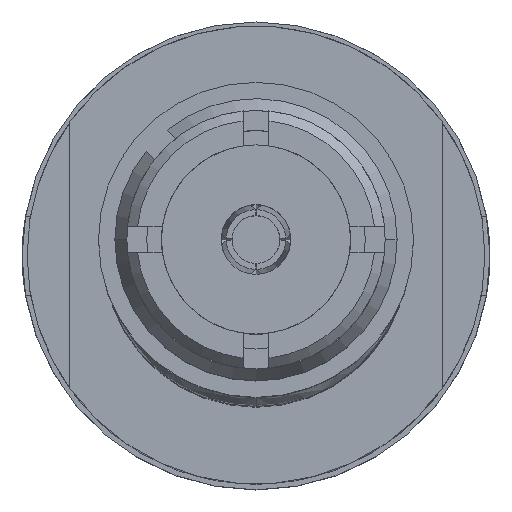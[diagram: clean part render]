
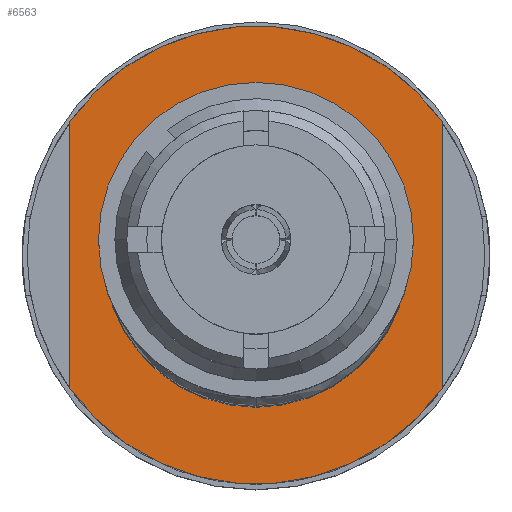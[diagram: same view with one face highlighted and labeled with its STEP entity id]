
A CAD part, top view. The second image highlights one B-rep face of the part: STEP entity #6563.
In plain terms, the highlighted face is planar.
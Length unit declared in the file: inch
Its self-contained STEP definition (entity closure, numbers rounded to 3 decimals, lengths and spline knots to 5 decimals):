
#125 = CARTESIAN_POINT ( 'NONE',  ( 0.277, 0., 0. ) ) ;
#216 = DIRECTION ( 'NONE',  ( 0., 0., -1. ) ) ;
#458 = FACE_OUTER_BOUND ( 'NONE', #1201, .T. ) ;
#467 = ORIENTED_EDGE ( 'NONE', *, *, #6251, .T. ) ;
#501 = DIRECTION ( 'NONE',  ( 0., 0., -1. ) ) ;
#527 = CARTESIAN_POINT ( 'NONE',  ( 0.277, 0.115, 0. ) ) ;
#650 = DIRECTION ( 'NONE',  ( -1., 0., 0. ) ) ;
#685 = VECTOR ( 'NONE', #1716, 39.37008 ) ;
#743 = VERTEX_POINT ( 'NONE', #1508 ) ;
#811 = VERTEX_POINT ( 'NONE', #6384 ) ;
#904 = ORIENTED_EDGE ( 'NONE', *, *, #3637, .T. ) ;
#913 = CARTESIAN_POINT ( 'NONE',  ( 0.277, 0., 0.0675 ) ) ;
#1107 = DIRECTION ( 'NONE',  ( -1., 0., 0. ) ) ;
#1146 = CARTESIAN_POINT ( 'NONE',  ( 0.277, 0., 0. ) ) ;
#1173 = DIRECTION ( 'NONE',  ( 1., 0., 0. ) ) ;
#1201 = EDGE_LOOP ( 'NONE', ( #2324, #4316, #904, #6601 ) ) ;
#1292 = VERTEX_POINT ( 'NONE', #5193 ) ;
#1295 = LINE ( 'NONE', #4851, #5740 ) ;
#1329 = AXIS2_PLACEMENT_3D ( 'NONE', #3243, #650, #216 ) ;
#1508 = CARTESIAN_POINT ( 'NONE',  ( 0.277, -0.06695, 0.0935 ) ) ;
#1716 = DIRECTION ( 'NONE',  ( 0., -1., 0. ) ) ;
#1734 = EDGE_LOOP ( 'NONE', ( #2562, #467 ) ) ;
#1783 = VERTEX_POINT ( 'NONE', #4639 ) ;
#2027 = LINE ( 'NONE', #2763, #685 ) ;
#2174 = DIRECTION ( 'NONE',  ( 0., 0., -1. ) ) ;
#2308 = CIRCLE ( 'NONE', #6083, 0.115 ) ;
#2324 = ORIENTED_EDGE ( 'NONE', *, *, #6338, .T. ) ;
#2416 = AXIS2_PLACEMENT_3D ( 'NONE', #527, #6150, #3047 ) ;
#2562 = ORIENTED_EDGE ( 'NONE', *, *, #2691, .T. ) ;
#2577 = FACE_BOUND ( 'NONE', #1734, .T. ) ;
#2691 = EDGE_CURVE ( 'NONE', #6043, #4761, #3042, .T. ) ;
#2763 = CARTESIAN_POINT ( 'NONE',  ( 0.277, 0.115, 0.0935 ) ) ;
#3042 = CIRCLE ( 'NONE', #1329, 0.0675 ) ;
#3047 = DIRECTION ( 'NONE',  ( 0., 1., 0. ) ) ;
#3070 = CIRCLE ( 'NONE', #6407, 0.0675 ) ;
#3159 = DIRECTION ( 'NONE',  ( 0., 0., -1. ) ) ;
#3243 = CARTESIAN_POINT ( 'NONE',  ( 0.277, 0., 0. ) ) ;
#3372 = CIRCLE ( 'NONE', #4123, 0.115 ) ;
#3521 = CARTESIAN_POINT ( 'NONE',  ( 0.277, 0., 0. ) ) ;
#3637 = EDGE_CURVE ( 'NONE', #1292, #811, #3372, .T. ) ;
#3982 = PLANE ( 'NONE',  #2416 ) ;
#4123 = AXIS2_PLACEMENT_3D ( 'NONE', #3521, #6194, #501 ) ;
#4316 = ORIENTED_EDGE ( 'NONE', *, *, #5285, .T. ) ;
#4639 = CARTESIAN_POINT ( 'NONE',  ( 0.277, -0.06695, -0.0935 ) ) ;
#4761 = VERTEX_POINT ( 'NONE', #913 ) ;
#4851 = CARTESIAN_POINT ( 'NONE',  ( 0.277, 0.115, -0.0935 ) ) ;
#5193 = CARTESIAN_POINT ( 'NONE',  ( 0.277, 0.06695, -0.0935 ) ) ;
#5285 = EDGE_CURVE ( 'NONE', #1783, #1292, #1295, .T. ) ;
#5326 = DIRECTION ( 'NONE',  ( 0., 1., 0. ) ) ;
#5445 = CARTESIAN_POINT ( 'NONE',  ( 0.277, 0., -0.0675 ) ) ;
#5619 = EDGE_CURVE ( 'NONE', #811, #743, #2027, .T. ) ;
#5740 = VECTOR ( 'NONE', #5326, 39.37008 ) ;
#6043 = VERTEX_POINT ( 'NONE', #5445 ) ;
#6083 = AXIS2_PLACEMENT_3D ( 'NONE', #125, #1173, #2174 ) ;
#6150 = DIRECTION ( 'NONE',  ( 1., 0., 0. ) ) ;
#6194 = DIRECTION ( 'NONE',  ( 1., 0., 0. ) ) ;
#6251 = EDGE_CURVE ( 'NONE', #4761, #6043, #3070, .T. ) ;
#6338 = EDGE_CURVE ( 'NONE', #743, #1783, #2308, .T. ) ;
#6384 = CARTESIAN_POINT ( 'NONE',  ( 0.277, 0.06695, 0.0935 ) ) ;
#6407 = AXIS2_PLACEMENT_3D ( 'NONE', #1146, #1107, #3159 ) ;
#6563 = ADVANCED_FACE ( 'NONE', ( #2577, #458 ), #3982, .T. ) ;
#6601 = ORIENTED_EDGE ( 'NONE', *, *, #5619, .T. ) ;
